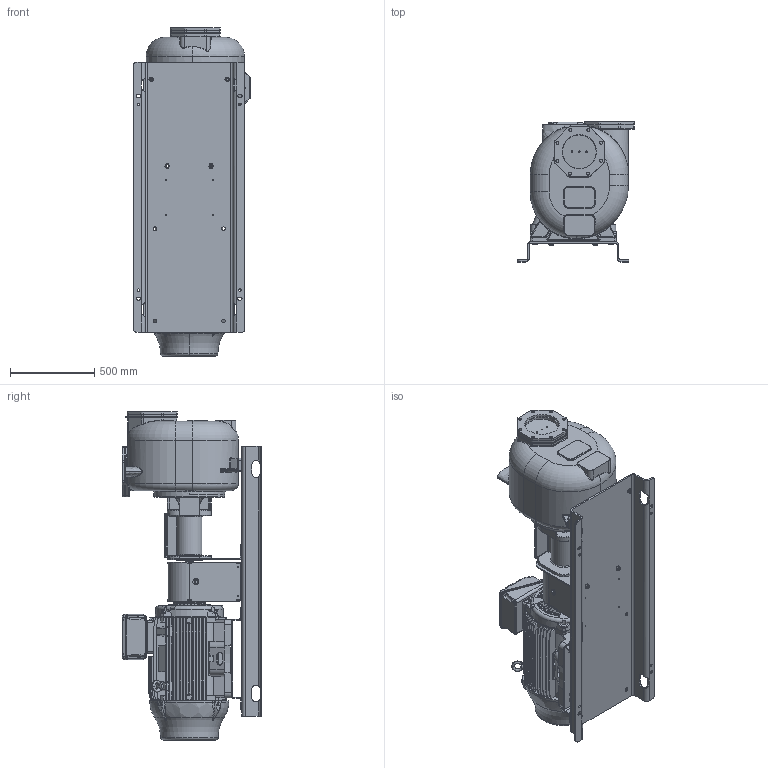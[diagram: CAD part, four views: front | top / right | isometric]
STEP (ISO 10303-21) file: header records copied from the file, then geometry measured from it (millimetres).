
FILE_DESCRIPTION((''),'2;1');
FILE_NAME('S230_BIT','2023-03-14T10:45:27',('Nicola'),(''),'CREO PARAMETRIC BY PTC INC, 2022284','CREO PARAMETRIC BY PTC INC, 2022284','');
FILE_SCHEMA(('CONFIG_CONTROL_DESIGN'));
Products named in the file (1): S230_BIT
Bounding box: 693 x 828.49 x 1945 mm (x, y, z)
Volume: 277992189.3 mm3; surface area: 10765843.5 mm2
Topology: 2 solids, 2 shells, 3872 faces, 10473 edges, 6685 vertices
Faces by surface type: plane 1601, cone 848, cylinder 794, bspline 387, torus 193, revolution 24, sphere 21, extrusion 4
Entity records: 177507 total; most frequent: CARTESIAN_POINT 82016, ORIENTED_EDGE 20926, DIRECTION 19071, EDGE_CURVE 10463, AXIS2_PLACEMENT_3D 7232, VERTEX_POINT 6685, VECTOR 4583, LINE 4579
